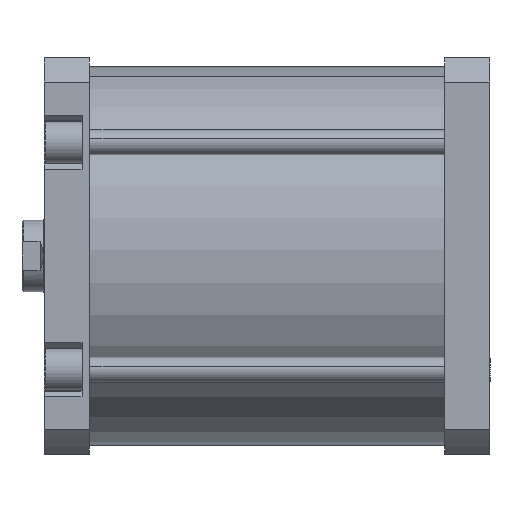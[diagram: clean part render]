
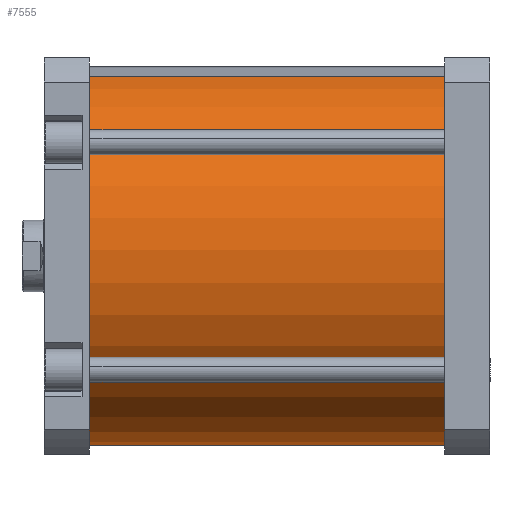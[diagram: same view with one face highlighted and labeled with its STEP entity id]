
A CAD part, front view. The second image highlights one B-rep face of the part: STEP entity #7555.
In plain terms, the highlighted cylindrical face has radius 105 mm (diameter 210 mm), a partial arc.
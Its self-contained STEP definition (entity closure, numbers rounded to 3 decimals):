
#564 = EDGE_CURVE ( 'NONE', #3951, #3955, #4509, .T. ) ;
#566 = EDGE_CURVE ( 'NONE', #4004, #3955, #4514, .T. ) ;
#567 = EDGE_CURVE ( 'NONE', #3954, #3951, #4516, .T. ) ;
#572 = EDGE_CURVE ( 'NONE', #3954, #4004, #4517, .T. ) ;
#2365 = ORIENTED_EDGE ( 'NONE', *, *, #566, .T. ) ;
#2366 = ORIENTED_EDGE ( 'NONE', *, *, #572, .T. ) ;
#2367 = ORIENTED_EDGE ( 'NONE', *, *, #567, .F. ) ;
#2368 = ORIENTED_EDGE ( 'NONE', *, *, #564, .F. ) ;
#3421 = EDGE_LOOP ( 'NONE', ( #2368, #2367, #2366, #2365 ) ) ;
#3951 = VERTEX_POINT ( 'NONE', #6034 ) ;
#3954 = VERTEX_POINT ( 'NONE', #6032 ) ;
#3955 = VERTEX_POINT ( 'NONE', #6036 ) ;
#4004 = VERTEX_POINT ( 'NONE', #6040 ) ;
#4500 = VECTOR ( 'NONE', #5770, 1000. ) ;
#4505 = VECTOR ( 'NONE', #5750, 1000. ) ;
#4509 = LINE ( 'NONE', #5737, #4505 ) ;
#4514 = CIRCLE ( 'NONE', #5272, 105. ) ;
#4516 = CIRCLE ( 'NONE', #5273, 105. ) ;
#4517 = LINE ( 'NONE', #5769, #4500 ) ;
#4881 = CYLINDRICAL_SURFACE ( 'NONE', #5453, 105. ) ;
#4885 = FACE_OUTER_BOUND ( 'NONE', #3421, .T. ) ;
#5272 = AXIS2_PLACEMENT_3D ( 'NONE', #5730, #5754, #5755 ) ;
#5273 = AXIS2_PLACEMENT_3D ( 'NONE', #5756, #5757, #5758 ) ;
#5453 = AXIS2_PLACEMENT_3D ( 'NONE', #6735, #6734, #6733 ) ;
#5730 = CARTESIAN_POINT ( 'NONE',  ( 0., 0., 0. ) ) ;
#5737 = CARTESIAN_POINT ( 'NONE',  ( 105., 0., 197. ) ) ;
#5750 = DIRECTION ( 'NONE',  ( 0., 0., -1. ) ) ;
#5754 = DIRECTION ( 'NONE',  ( 0., 0., 1. ) ) ;
#5755 = DIRECTION ( 'NONE',  ( 1., 0., 0. ) ) ;
#5756 = CARTESIAN_POINT ( 'NONE',  ( 0., 0., 197. ) ) ;
#5757 = DIRECTION ( 'NONE',  ( 0., 0., 1. ) ) ;
#5758 = DIRECTION ( 'NONE',  ( 1., 0., 0. ) ) ;
#5769 = CARTESIAN_POINT ( 'NONE',  ( -105., 0., 197. ) ) ;
#5770 = DIRECTION ( 'NONE',  ( 0., 0., -1. ) ) ;
#6032 = CARTESIAN_POINT ( 'NONE',  ( -105., 0., 197. ) ) ;
#6034 = CARTESIAN_POINT ( 'NONE',  ( 105., 0., 197. ) ) ;
#6036 = CARTESIAN_POINT ( 'NONE',  ( 105., 0., 0. ) ) ;
#6040 = CARTESIAN_POINT ( 'NONE',  ( -105., 0., 0. ) ) ;
#6733 = DIRECTION ( 'NONE',  ( -1., 0., 0. ) ) ;
#6734 = DIRECTION ( 'NONE',  ( 0., 0., -1. ) ) ;
#6735 = CARTESIAN_POINT ( 'NONE',  ( 0., 0., 197. ) ) ;
#7555 = ADVANCED_FACE ( 'NONE', ( #4885 ), #4881, .T. ) ;
